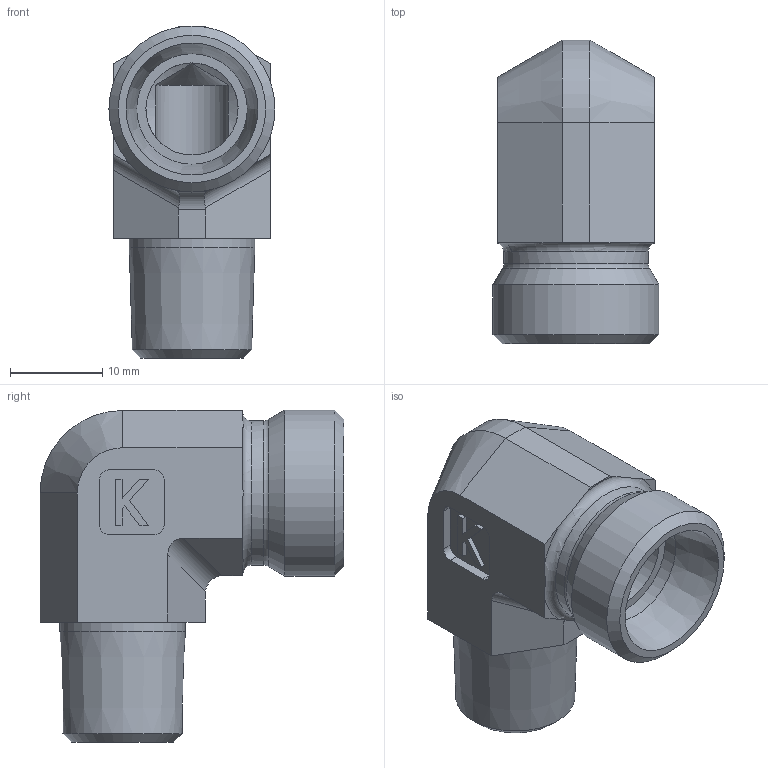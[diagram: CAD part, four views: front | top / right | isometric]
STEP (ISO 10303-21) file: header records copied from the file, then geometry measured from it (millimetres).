
FILE_DESCRIPTION((''),'2;1');
FILE_NAME('23002122818.stp','2014-08-27T10:38:30',(''),('KNOMI spol. s r. o.'),'Autodesk Inventor 2012','Autodesk Inventor 2012','');
FILE_SCHEMA(('AUTOMOTIVE_DESIGN { 1 2 10303 214 0 1 1 1 }'));
Length unit declared in the file: millimetre
Products named in the file (1): LHCR2 12LR1/4kuž R1/4/M18
Bounding box: 18 x 32.95 x 36 mm (x, y, z)
Volume: 7215.2 mm3; surface area: 4452.5 mm2
Topology: 1 solids, 1 shells, 69 faces, 180 edges, 117 vertices
Faces by surface type: plane 42, cylinder 14, cone 11, torus 2
Full cylindrical faces by diameter (mm): 8 x1, 10 x1, 12 x1, 13.626 x1, 15.7 x1, 18 x1
Entity records: 2122 total; most frequent: CARTESIAN_POINT 491, DIRECTION 330, ORIENTED_EDGE 314, EDGE_CURVE 157, AXIS2_PLACEMENT_3D 114, VERTEX_POINT 109, VECTOR 102, LINE 102
